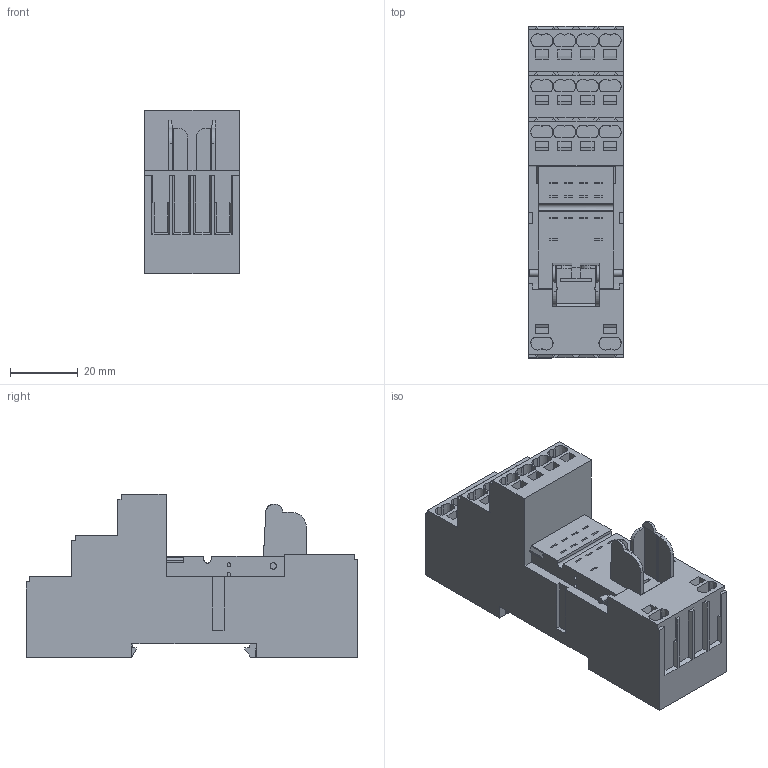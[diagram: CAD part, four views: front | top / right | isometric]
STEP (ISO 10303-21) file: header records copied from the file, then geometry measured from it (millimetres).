
FILE_DESCRIPTION(('CATIA V5R19 STEP'),'2;1');
FILE_NAME ('7468112_3', '2015-06-09T12:05:18+00:00', ('Weidmueller Interface'), ('Weidmueller'), 'CATIA Version 5 Release 20 SP 5 (IN-10)', 'CATIA V5 STEP AP214', 'none');
FILE_SCHEMA(('AUTOMOTIVE_DESIGN { 1 0 10303 214 1 1 1 1 }'));
Length unit declared in the file: millimetre
Products named in the file (1): S3D_SCM_I_XCO_P
Bounding box: 28 x 98 x 48.3 mm (x, y, z)
Volume: 79356.5 mm3; surface area: 20148.8 mm2
Topology: 1 solids, 1 shells, 559 faces, 1609 edges, 1102 vertices
Faces by surface type: plane 429, extrusion 103, cylinder 27
Entity records: 22059 total; most frequent: CARTESIAN_POINT 4537, ORIENTED_EDGE 3218, DIRECTION 2029, EDGE_CURVE 1609, VECTOR 1343, LINE 1240, VERTEX_POINT 1102, EDGE_LOOP 609
